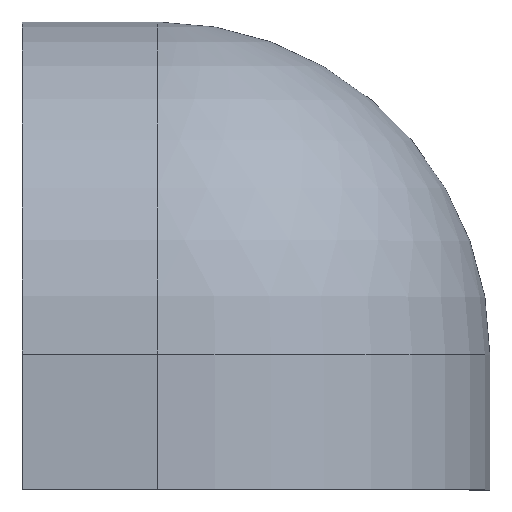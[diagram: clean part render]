
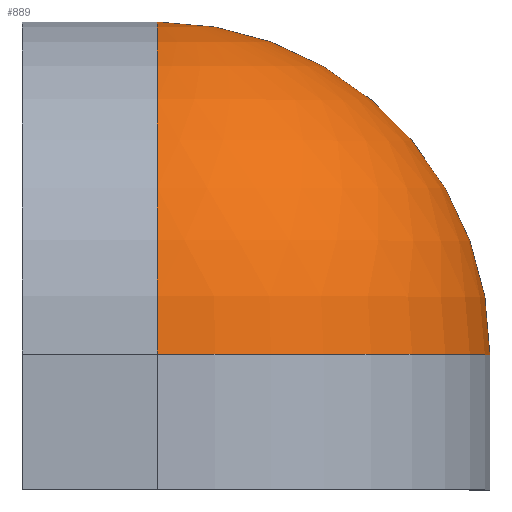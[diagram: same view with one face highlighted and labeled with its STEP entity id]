
A CAD part, top view. The second image highlights one B-rep face of the part: STEP entity #889.
In plain terms, the highlighted spherical face has radius 32 mm.
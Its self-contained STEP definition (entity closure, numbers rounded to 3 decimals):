
#64=SPHERICAL_SURFACE($,#973,32.);
#282=FACE_OUTER_BOUND($,#341,.T.);
#341=EDGE_LOOP($,(#701,#702,#703));
#405=CIRCLE($,#963,32.);
#409=CIRCLE($,#974,32.);
#410=CIRCLE($,#975,32.);
#442=VERTEX_POINT($,#1362);
#444=VERTEX_POINT($,#1368);
#461=VERTEX_POINT($,#1418);
#528=EDGE_CURVE($,#444,#442,#405,.T.);
#553=EDGE_CURVE($,#461,#444,#409,.T.);
#554=EDGE_CURVE($,#442,#461,#410,.T.);
#701=ORIENTED_EDGE($,*,*,#553,.F.);
#702=ORIENTED_EDGE($,*,*,#554,.F.);
#703=ORIENTED_EDGE($,*,*,#528,.F.);
#889=ADVANCED_FACE($,(#282),#64,.T.);
#963=AXIS2_PLACEMENT_3D($,#1370,#1093,#1094);
#973=AXIS2_PLACEMENT_3D($,#1417,#1134,#1135);
#974=AXIS2_PLACEMENT_3D($,#1419,#1136,#1137);
#975=AXIS2_PLACEMENT_3D($,#1420,#1138,#1139);
#1093=DIRECTION('center_axis',(0.,0.,1.));
#1094=DIRECTION('ref_axis',(1.,0.,0.));
#1134=DIRECTION('center_axis',(0.,0.,1.));
#1135=DIRECTION('ref_axis',(1.,0.,0.));
#1136=DIRECTION('center_axis',(0.,-1.,0.));
#1137=DIRECTION('ref_axis',(1.,0.,0.));
#1138=DIRECTION('center_axis',(-1.,0.,0.));
#1139=DIRECTION('ref_axis',(0.,0.,1.));
#1362=CARTESIAN_POINT('',(13.,45.,-13.));
#1368=CARTESIAN_POINT('',(45.,13.,-13.));
#1370=CARTESIAN_POINT('Origin',(13.,13.,-13.));
#1417=CARTESIAN_POINT('Origin',(13.,13.,-13.));
#1418=CARTESIAN_POINT('',(13.,13.,-45.));
#1419=CARTESIAN_POINT('Origin',(13.,13.,-13.));
#1420=CARTESIAN_POINT('Origin',(13.,13.,-13.));
